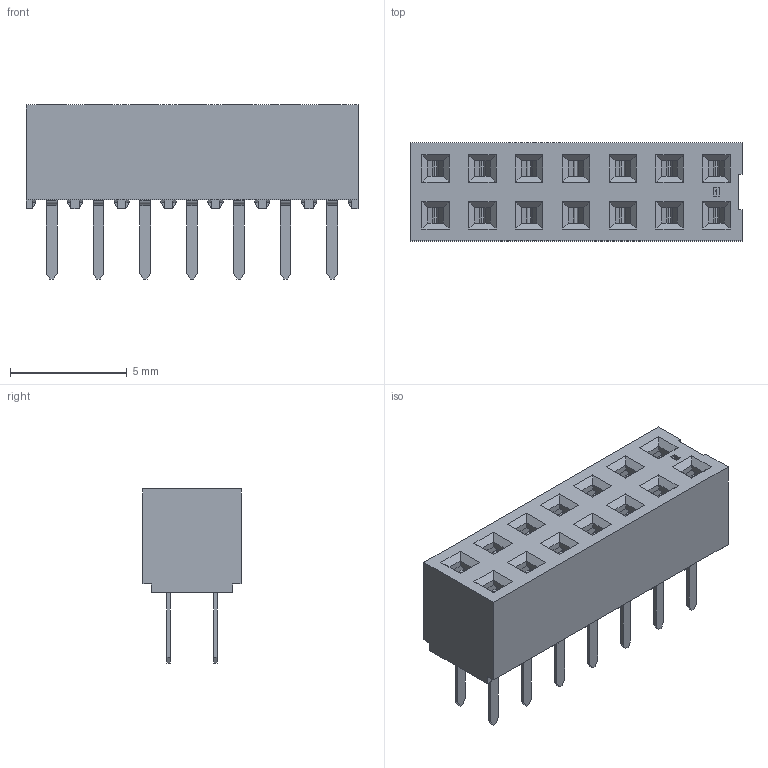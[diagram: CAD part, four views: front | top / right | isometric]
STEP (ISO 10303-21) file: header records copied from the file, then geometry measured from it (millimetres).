
FILE_DESCRIPTION(/* description */ (''),/* implementation_level */ '2;1');
FILE_NAME(/* name */ 'MOLEX_79107-7006.stp',/* time_stamp */ '2017-06-23T14:05:31+02:00',/* author */ ('jwickham'),/* organization */ ('SolidWorks'),/* preprocessor_version */ 'ST-DEVELOPER v16.5',/* originating_system */ 'AutoCAD Mechanical',/* authorisation */ ' ');
FILE_SCHEMA (('AUTOMOTIVE_DESIGN { 1 0 10303 214 3 1 1 }'));
Length unit declared in the file: millimetre
Products named in the file (1): Product
Bounding box: 14.19 x 4.19 x 7.44 mm (x, y, z)
Volume: 203.5 mm3; surface area: 692.9 mm2
Topology: 43 solids, 43 shells, 915 faces, 2267 edges, 1474 vertices
Faces by surface type: plane 803, cylinder 112
Entity records: 26606 total; most frequent: CARTESIAN_POINT 4657, ORIENTED_EDGE 4534, DIRECTION 4323, EDGE_CURVE 2267, LINE 2043, VECTOR 2043, VERTEX_POINT 1474, AXIS2_PLACEMENT_3D 1140
